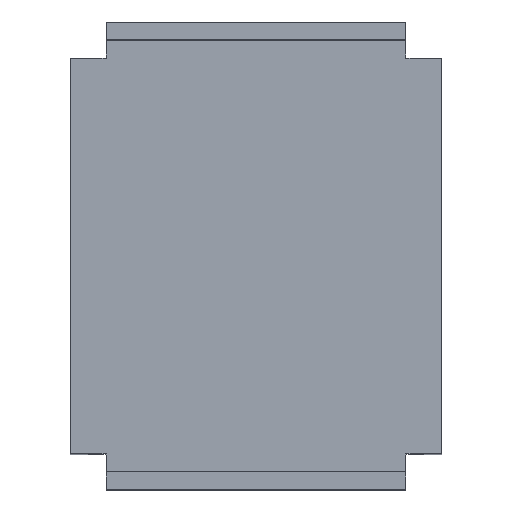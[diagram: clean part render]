
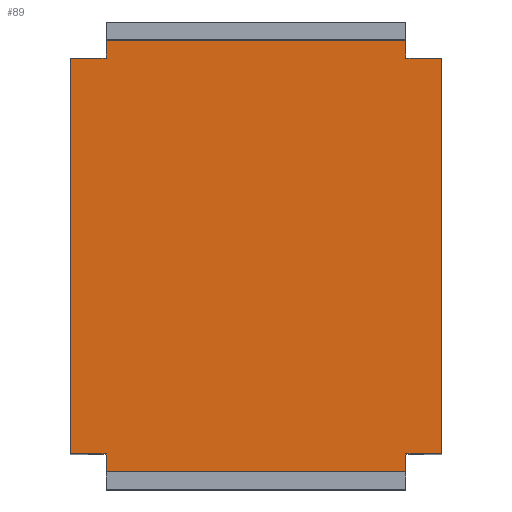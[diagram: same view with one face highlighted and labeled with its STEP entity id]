
A CAD part, top view. The second image highlights one B-rep face of the part: STEP entity #89.
In plain terms, the highlighted planar face has unit normal (0, 0, 1).
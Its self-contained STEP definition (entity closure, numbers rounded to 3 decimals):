
#89=ADVANCED_FACE('NONE',(#172),#173,.T.);
#172=FACE_OUTER_BOUND('',#246,.T.);
#173=PLANE('',#247);
#246=EDGE_LOOP('',(#443,#444,#445,#446,#447,#448,#449,#450,#451,#452,#453,#454));
#247=AXIS2_PLACEMENT_3D('',#455,#456,#457);
#443=ORIENTED_EDGE('',*,*,#518,.F.);
#444=ORIENTED_EDGE('',*,*,#539,.T.);
#445=ORIENTED_EDGE('',*,*,#510,.F.);
#446=ORIENTED_EDGE('',*,*,#522,.T.);
#447=ORIENTED_EDGE('',*,*,#525,.T.);
#448=ORIENTED_EDGE('',*,*,#527,.T.);
#449=ORIENTED_EDGE('',*,*,#498,.F.);
#450=ORIENTED_EDGE('',*,*,#529,.T.);
#451=ORIENTED_EDGE('',*,*,#490,.F.);
#452=ORIENTED_EDGE('',*,*,#532,.T.);
#453=ORIENTED_EDGE('',*,*,#534,.T.);
#454=ORIENTED_EDGE('',*,*,#537,.T.);
#455=CARTESIAN_POINT('',(15.5,-16.5,15.5));
#456=DIRECTION('',(0.,0.,1.0));
#457=DIRECTION('',(1.0,0.,0.0));
#490=EDGE_CURVE('NONE',#592,#594,#595,.T.);
#498=EDGE_CURVE('NONE',#604,#606,#607,.T.);
#510=EDGE_CURVE('NONE',#622,#624,#625,.T.);
#518=EDGE_CURVE('NONE',#634,#636,#637,.T.);
#522=EDGE_CURVE('NONE',#622,#640,#642,.T.);
#525=EDGE_CURVE('NONE',#640,#644,#646,.T.);
#527=EDGE_CURVE('NONE',#644,#606,#648,.T.);
#529=EDGE_CURVE('NONE',#604,#594,#650,.T.);
#532=EDGE_CURVE('NONE',#592,#652,#654,.T.);
#534=EDGE_CURVE('NONE',#652,#656,#657,.T.);
#537=EDGE_CURVE('NONE',#656,#636,#660,.T.);
#539=EDGE_CURVE('NONE',#634,#624,#662,.T.);
#592=VERTEX_POINT('NONE',#739);
#594=VERTEX_POINT('NONE',#742);
#595=LINE('',#743,#744);
#604=VERTEX_POINT('NONE',#757);
#606=VERTEX_POINT('NONE',#760);
#607=LINE('',#761,#762);
#622=VERTEX_POINT('NONE',#784);
#624=VERTEX_POINT('NONE',#787);
#625=LINE('',#788,#789);
#634=VERTEX_POINT('NONE',#802);
#636=VERTEX_POINT('NONE',#805);
#637=LINE('',#806,#807);
#640=VERTEX_POINT('NONE',#811);
#642=LINE('',#814,#815);
#644=VERTEX_POINT('NONE',#817);
#646=LINE('',#820,#821);
#648=LINE('',#823,#824);
#650=LINE('',#826,#827);
#652=VERTEX_POINT('NONE',#829);
#654=LINE('',#832,#833);
#656=VERTEX_POINT('NONE',#835);
#657=LINE('',#836,#837);
#660=LINE('',#841,#842);
#662=LINE('',#844,#845);
#739=CARTESIAN_POINT('',(-12.5,16.5,15.5));
#742=CARTESIAN_POINT('',(-12.5,18.0,15.5));
#743=CARTESIAN_POINT('',(-12.5,-19.5,15.5));
#744=VECTOR('',#873,1000.0);
#757=CARTESIAN_POINT('',(12.5,18.0,15.5));
#760=CARTESIAN_POINT('',(12.5,16.5,15.5));
#761=CARTESIAN_POINT('',(12.5,19.5,15.5));
#762=VECTOR('',#879,1000.0);
#784=CARTESIAN_POINT('',(12.5,-16.5,15.5));
#787=CARTESIAN_POINT('',(12.5,-18.0,15.5));
#788=CARTESIAN_POINT('',(12.5,19.5,15.5));
#789=VECTOR('',#888,1000.0);
#802=CARTESIAN_POINT('',(-12.5,-18.0,15.5));
#805=CARTESIAN_POINT('',(-12.5,-16.5,15.5));
#806=CARTESIAN_POINT('',(-12.5,-19.5,15.5));
#807=VECTOR('',#894,1000.0);
#811=CARTESIAN_POINT('',(15.5,-16.5,15.5));
#814=CARTESIAN_POINT('',(15.5,-16.5,15.5));
#815=VECTOR('',#897,1000.0);
#817=CARTESIAN_POINT('',(15.5,16.5,15.5));
#820=CARTESIAN_POINT('',(15.5,-16.5,15.5));
#821=VECTOR('',#899,1000.0);
#823=CARTESIAN_POINT('',(15.5,16.5,15.5));
#824=VECTOR('',#900,1000.0);
#826=CARTESIAN_POINT('',(15.5,18.0,15.5));
#827=VECTOR('',#901,1000.0);
#829=CARTESIAN_POINT('',(-15.5,16.5,15.5));
#832=CARTESIAN_POINT('',(15.5,16.5,15.5));
#833=VECTOR('',#903,1000.0);
#835=CARTESIAN_POINT('',(-15.5,-16.5,15.5));
#836=CARTESIAN_POINT('',(-15.5,-16.5,15.5));
#837=VECTOR('',#904,1000.0);
#841=CARTESIAN_POINT('',(15.5,-16.5,15.5));
#842=VECTOR('',#906,1000.0);
#844=CARTESIAN_POINT('',(15.5,-18.0,15.5));
#845=VECTOR('',#907,1000.0);
#873=DIRECTION('',(0.,1.0,0.));
#879=DIRECTION('',(0.,-1.0,0.0));
#888=DIRECTION('',(0.,-1.0,0.0));
#894=DIRECTION('',(0.,1.0,0.));
#897=DIRECTION('',(1.0,0.,0.));
#899=DIRECTION('',(0.0,1.0,0.));
#900=DIRECTION('',(-1.0,0.,0.));
#901=DIRECTION('',(-1.0,0.,0.));
#903=DIRECTION('',(-1.0,0.,0.));
#904=DIRECTION('',(0.0,-1.0,0.));
#906=DIRECTION('',(1.0,0.,0.));
#907=DIRECTION('',(1.0,0.,0.));
